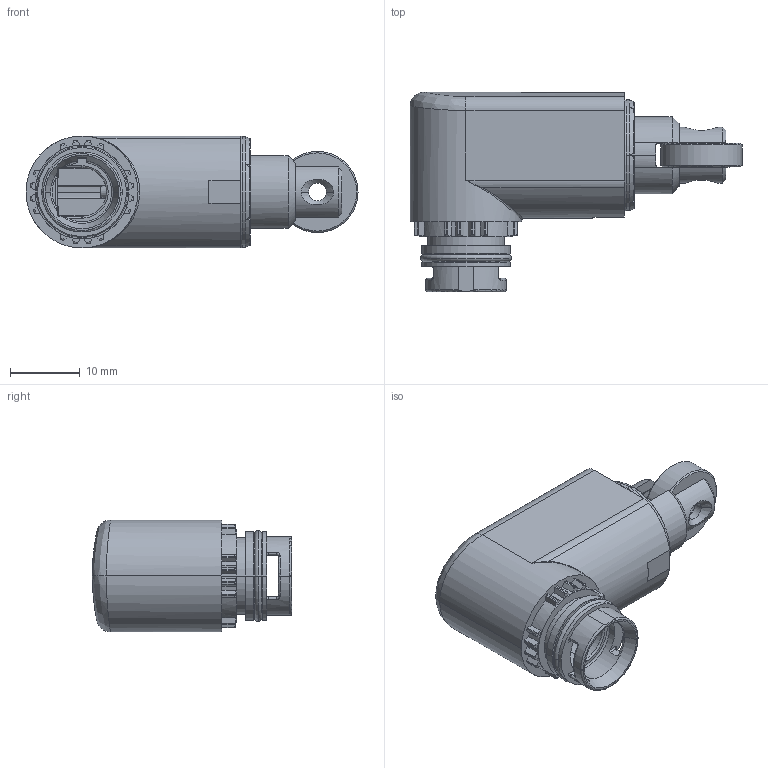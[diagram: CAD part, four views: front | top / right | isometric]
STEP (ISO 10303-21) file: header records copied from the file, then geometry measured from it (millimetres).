
FILE_DESCRIPTION(('STEP AP242'),'1');
FILE_NAME('zce64.stp','2021-03-30T11:41:01',('TraceParts'),('TraceParts S.A.'),'Spatial InterOp 3D',' ',' ');
FILE_SCHEMA(('AP242_MANAGED_MODEL_BASED_3D_ENGINEERING_MIM_LF {1 0 10303 442 1 1 4}'));
Length unit declared in the file: millimetre
Products named in the file (1): zce64_1
Bounding box: 47.45 x 28.5 x 16 mm (x, y, z)
Volume: 7524 mm3; surface area: 7253.9 mm2
Topology: 5 solids, 5 shells, 472 faces, 1221 edges, 764 vertices
Faces by surface type: cylinder 164, plane 152, torus 77, cone 53, bspline 20, sphere 6
Entity records: 16328 total; most frequent: CARTESIAN_POINT 4752, DIRECTION 2491, ORIENTED_EDGE 2442, EDGE_CURVE 1221, AXIS2_PLACEMENT_3D 999, VERTEX_POINT 764, CIRCLE 542, EDGE_LOOP 493
